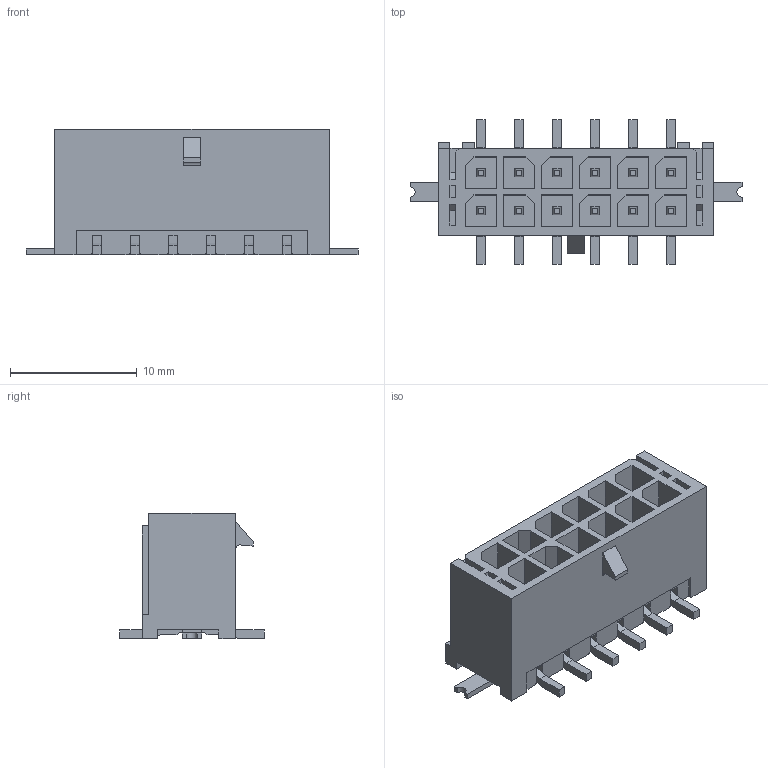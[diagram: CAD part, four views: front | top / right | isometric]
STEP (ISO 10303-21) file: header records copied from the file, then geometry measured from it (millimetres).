
FILE_DESCRIPTION(/* description */ ('Unknown'),/* implementation_level */ '2;1');
FILE_NAME(/* name */ 'J_Wurth_WR-MPC3_662012231822',/* time_stamp */ '2025-06-06T09:39:45+08:00',/* author */ ('Unknown'),/* organization */ ('Unknown'),/* preprocessor_version */ 'ST-DEVELOPER v19.4',/* originating_system */ 'Solid Edge',/* authorisation */ 'Unknown');
FILE_SCHEMA (('AUTOMOTIVE_DESIGN {1 0 10303 214 3 1 1}'));
Length unit declared in the file: millimetre
Products named in the file (2): J_Wurth_WR-MPC3_662012231822
Assembly tree (1 placements, depth 2):
  J_Wurth_WR-MPC3_662012231822
    J_Wurth_WR-MPC3_662012231822
Bounding box: 26.2 x 11.4 x 9.9 mm (x, y, z)
Volume: 875.4 mm3; surface area: 2554.5 mm2
Topology: 15 solids, 15 shells, 625 faces, 1758 edges, 1156 vertices
Faces by surface type: plane 594, cylinder 31
Entity records: 19922 total; most frequent: CARTESIAN_POINT 3541, ORIENTED_EDGE 3516, DIRECTION 3074, EDGE_CURVE 1758, LINE 1696, VECTOR 1696, VERTEX_POINT 1156, AXIS2_PLACEMENT_3D 689
